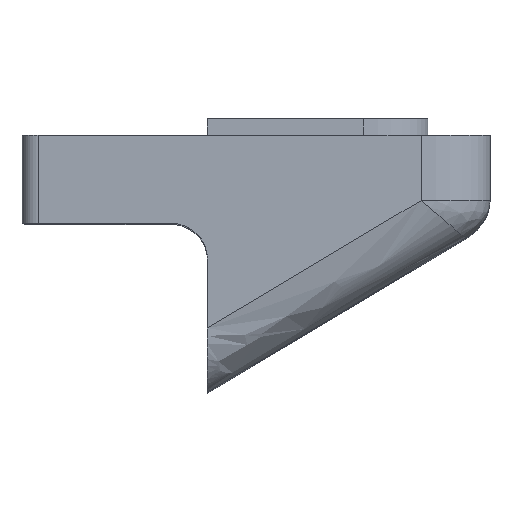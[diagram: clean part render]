
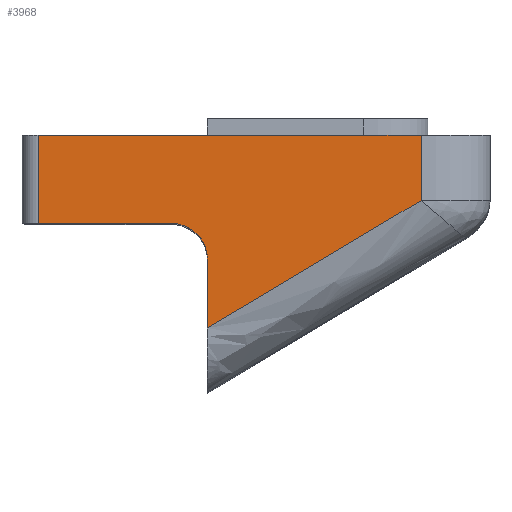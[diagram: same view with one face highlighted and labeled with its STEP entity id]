
A CAD part, top view. The second image highlights one B-rep face of the part: STEP entity #3968.
In plain terms, the highlighted planar face has unit normal (0, 0, 1).
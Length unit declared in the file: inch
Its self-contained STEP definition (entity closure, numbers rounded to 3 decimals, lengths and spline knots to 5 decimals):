
#88 = CARTESIAN_POINT ( 'NONE',  ( 4.47166, -0.12954, 0.48 ) ) ;
#129 = CARTESIAN_POINT ( 'NONE',  ( 3.43521, -0.7481, 0.48 ) ) ;
#529 = CARTESIAN_POINT ( 'NONE',  ( 3.21554, -0.10763, 0.48 ) ) ;
#752 = LINE ( 'NONE', #2882, #4749 ) ;
#760 = CARTESIAN_POINT ( 'NONE',  ( 3.43538, -0.32763, 0.48 ) ) ;
#913 = VECTOR ( 'NONE', #6868, 39.37008 ) ;
#923 = LINE ( 'NONE', #2025, #3747 ) ;
#1162 = CARTESIAN_POINT ( 'NONE',  ( 4.74279, 0.4319, 0.48 ) ) ;
#1270 = ORIENTED_EDGE ( 'NONE', *, *, #1623, .T. ) ;
#1356 = AXIS2_PLACEMENT_3D ( 'NONE', #1961, #2988, #1889 ) ;
#1623 = EDGE_CURVE ( 'NONE', #3975, #6834, #3822, .T. ) ;
#1889 = DIRECTION ( 'NONE',  ( 1., 0., 0. ) ) ;
#1894 = CARTESIAN_POINT ( 'NONE',  ( 3.43521, -5.21985, 0.48 ) ) ;
#1960 = DIRECTION ( 'NONE',  ( 0., 1., 0. ) ) ;
#1961 = CARTESIAN_POINT ( 'NONE',  ( 0., -5.21985, 0.48 ) ) ;
#1978 = CARTESIAN_POINT ( 'NONE',  ( 3.43535, -0.31962, 0.48 ) ) ;
#2025 = CARTESIAN_POINT ( 'NONE',  ( 0., 0.4319, 0.48 ) ) ;
#2250 = AXIS2_PLACEMENT_3D ( 'NONE', #3250, #6011, #4959 ) ;
#2341 = FACE_OUTER_BOUND ( 'NONE', #6717, .T. ) ;
#2368 = CARTESIAN_POINT ( 'NONE',  ( 2.4011, 0.4319, 0.48 ) ) ;
#2759 = ORIENTED_EDGE ( 'NONE', *, *, #3378, .T. ) ;
#2827 = VECTOR ( 'NONE', #4085, 39.37008 ) ;
#2847 = ORIENTED_EDGE ( 'NONE', *, *, #4574, .T. ) ;
#2860 = VECTOR ( 'NONE', #1960, 39.37008 ) ;
#2862 = EDGE_CURVE ( 'NONE', #5002, #5805, #752, .T. ) ;
#2882 = CARTESIAN_POINT ( 'NONE',  ( 2.4011, -5.21985, 0.48 ) ) ;
#2981 = DIRECTION ( 'NONE',  ( 1., 0., 0. ) ) ;
#2988 = DIRECTION ( 'NONE',  ( 0., 0., 1. ) ) ;
#3084 = VERTEX_POINT ( 'NONE', #529 ) ;
#3149 = ORIENTED_EDGE ( 'NONE', *, *, #5337, .F. ) ;
#3250 = CARTESIAN_POINT ( 'NONE',  ( 3.21554, -0.32763, 0.48 ) ) ;
#3378 = EDGE_CURVE ( 'NONE', #7062, #3975, #3937, .T. ) ;
#3435 = B_SPLINE_CURVE_WITH_KNOTS ( 'NONE', 3,
 ( #4668, #1978, #5646, #760 ),
 .UNSPECIFIED., .F., .F.,
 ( 4, 4 ),
 ( 0., 1. ),
 .UNSPECIFIED. ) ;
#3747 = VECTOR ( 'NONE', #2981, 39.37008 ) ;
#3822 = LINE ( 'NONE', #6862, #2860 ) ;
#3844 = VECTOR ( 'NONE', #6129, 39.37008 ) ;
#3937 = LINE ( 'NONE', #88, #3844 ) ;
#3968 = ADVANCED_FACE ( 'NONE', ( #2341 ), #5191, .T. ) ;
#3975 = VERTEX_POINT ( 'NONE', #4022 ) ;
#3985 = ORIENTED_EDGE ( 'NONE', *, *, #6150, .T. ) ;
#4022 = CARTESIAN_POINT ( 'NONE',  ( 4.74279, 0.03226, 0.48 ) ) ;
#4085 = DIRECTION ( 'NONE',  ( -1., 0., 0. ) ) ;
#4134 = EDGE_CURVE ( 'NONE', #4625, #3084, #5800, .T. ) ;
#4273 = ORIENTED_EDGE ( 'NONE', *, *, #5298, .F. ) ;
#4574 = EDGE_CURVE ( 'NONE', #4625, #6520, #3435, .T. ) ;
#4625 = VERTEX_POINT ( 'NONE', #5339 ) ;
#4641 = CARTESIAN_POINT ( 'NONE',  ( 3.43538, -0.32763, 0.48 ) ) ;
#4668 = CARTESIAN_POINT ( 'NONE',  ( 3.43534, -0.31561, 0.48 ) ) ;
#4715 = ORIENTED_EDGE ( 'NONE', *, *, #4134, .F. ) ;
#4749 = VECTOR ( 'NONE', #5636, 39.37008 ) ;
#4948 = CARTESIAN_POINT ( 'NONE',  ( 2.4011, -0.10763, 0.48 ) ) ;
#4959 = DIRECTION ( 'NONE',  ( 1., 0., 0. ) ) ;
#5002 = VERTEX_POINT ( 'NONE', #2368 ) ;
#5191 = PLANE ( 'NONE',  #1356 ) ;
#5298 = EDGE_CURVE ( 'NONE', #5002, #6834, #923, .T. ) ;
#5337 = EDGE_CURVE ( 'NONE', #3084, #5805, #5734, .T. ) ;
#5339 = CARTESIAN_POINT ( 'NONE',  ( 3.43534, -0.31561, 0.48 ) ) ;
#5636 = DIRECTION ( 'NONE',  ( 0., -1., 0. ) ) ;
#5646 = CARTESIAN_POINT ( 'NONE',  ( 3.43536, -0.32362, 0.48 ) ) ;
#5734 = LINE ( 'NONE', #6348, #2827 ) ;
#5800 = CIRCLE ( 'NONE', #2250, 0.22 ) ;
#5805 = VERTEX_POINT ( 'NONE', #4948 ) ;
#6011 = DIRECTION ( 'NONE',  ( 0., 0., 1. ) ) ;
#6129 = DIRECTION ( 'NONE',  ( 0.859, 0.512, 0. ) ) ;
#6150 = EDGE_CURVE ( 'NONE', #6520, #7062, #6796, .T. ) ;
#6348 = CARTESIAN_POINT ( 'NONE',  ( 0., -0.10763, 0.48 ) ) ;
#6520 = VERTEX_POINT ( 'NONE', #4641 ) ;
#6633 = ORIENTED_EDGE ( 'NONE', *, *, #2862, .T. ) ;
#6717 = EDGE_LOOP ( 'NONE', ( #4715, #2847, #3985, #2759, #1270, #4273, #6633, #3149 ) ) ;
#6796 = LINE ( 'NONE', #1894, #913 ) ;
#6834 = VERTEX_POINT ( 'NONE', #1162 ) ;
#6862 = CARTESIAN_POINT ( 'NONE',  ( 4.74279, -5.21985, 0.48 ) ) ;
#6868 = DIRECTION ( 'NONE',  ( 0., -1., 0. ) ) ;
#7062 = VERTEX_POINT ( 'NONE', #129 ) ;
